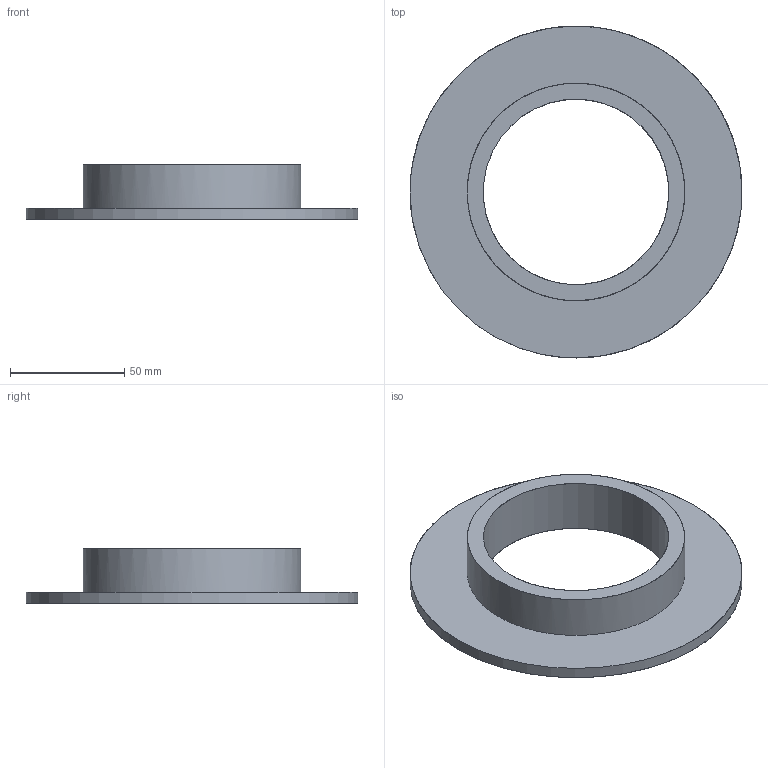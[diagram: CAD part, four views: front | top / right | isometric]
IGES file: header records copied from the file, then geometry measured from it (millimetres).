
Global section: file name: 51HFilou.igs; native system: Rhinoceros ( Nov 11 2003 ); preprocessor: Trout Lake IGES 012 Nov 11 2003; date: 180912.110534; units: millimetre
Bounding box: 145 x 145 x 24 mm (x, y, z)
Surface area: 36790.2 mm2 (no closed solid volume)
Topology: 0 solids, 0 shells, 6 faces, 317 edges, 313 vertices
Faces by surface type: bspline 6
